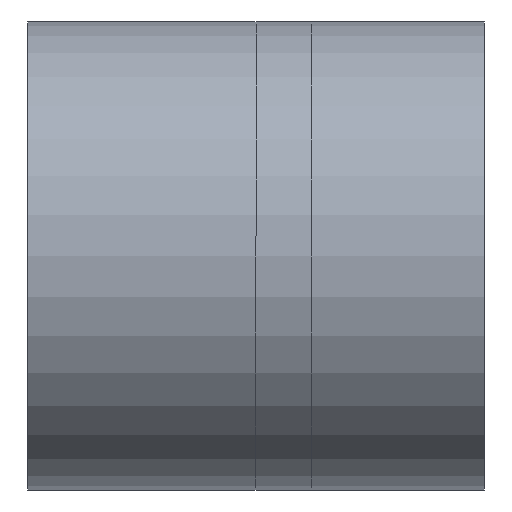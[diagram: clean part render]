
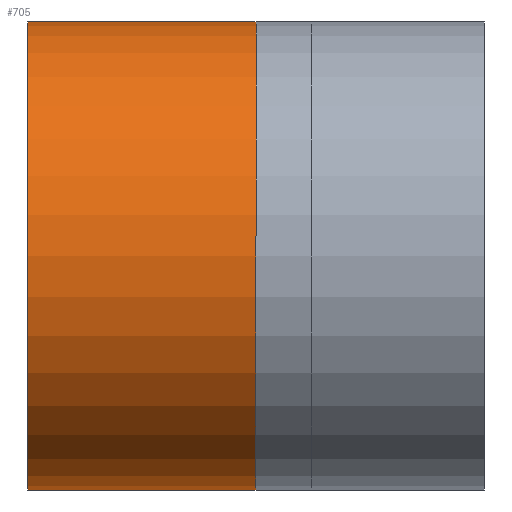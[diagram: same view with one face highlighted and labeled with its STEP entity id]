
A CAD part, left-side view. The second image highlights one B-rep face of the part: STEP entity #705.
In plain terms, the highlighted cylindrical face has radius 4.25 mm (diameter 8.5 mm), a partial arc.
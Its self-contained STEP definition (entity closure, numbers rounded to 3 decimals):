
#264 = VERTEX_POINT('',#265);
#265 = CARTESIAN_POINT('',(-2.925,4.5,-0.1));
#405 = VERTEX_POINT('',#406);
#406 = CARTESIAN_POINT('',(-2.925,4.5,8.4));
#429 = EDGE_CURVE('',#405,#430,#432,.T.);
#430 = VERTEX_POINT('',#431);
#431 = CARTESIAN_POINT('',(-2.925,0.35,8.4));
#432 = LINE('',#433,#434);
#433 = CARTESIAN_POINT('',(-2.925,4.5,8.4));
#434 = VECTOR('',#435,1.);
#435 = DIRECTION('',(0.,-1.,0.));
#510 = EDGE_CURVE('',#264,#511,#513,.T.);
#511 = VERTEX_POINT('',#512);
#512 = CARTESIAN_POINT('',(-2.925,0.35,-0.1));
#513 = LINE('',#514,#515);
#514 = CARTESIAN_POINT('',(-2.925,4.5,-0.1));
#515 = VECTOR('',#516,1.);
#516 = DIRECTION('',(0.,-1.,0.));
#705 = ADVANCED_FACE('',(#706),#724,.T.);
#706 = FACE_BOUND('',#707,.F.);
#707 = EDGE_LOOP('',(#708,#715,#716,#723));
#708 = ORIENTED_EDGE('',*,*,#709,.F.);
#709 = EDGE_CURVE('',#405,#264,#710,.T.);
#710 = CIRCLE('',#711,4.25);
#711 = AXIS2_PLACEMENT_3D('',#712,#713,#714);
#712 = CARTESIAN_POINT('',(-2.925,4.5,4.15));
#713 = DIRECTION('',(0.,-1.,0.));
#714 = DIRECTION('',(1.,0.,0.));
#715 = ORIENTED_EDGE('',*,*,#429,.T.);
#716 = ORIENTED_EDGE('',*,*,#717,.T.);
#717 = EDGE_CURVE('',#430,#511,#718,.T.);
#718 = CIRCLE('',#719,4.25);
#719 = AXIS2_PLACEMENT_3D('',#720,#721,#722);
#720 = CARTESIAN_POINT('',(-2.925,0.35,4.15));
#721 = DIRECTION('',(0.,-1.,0.));
#722 = DIRECTION('',(1.,0.,0.));
#723 = ORIENTED_EDGE('',*,*,#510,.F.);
#724 = CYLINDRICAL_SURFACE('',#725,4.25);
#725 = AXIS2_PLACEMENT_3D('',#726,#727,#728);
#726 = CARTESIAN_POINT('',(-2.925,4.5,4.15));
#727 = DIRECTION('',(-0.,1.,0.));
#728 = DIRECTION('',(1.,0.,0.));
